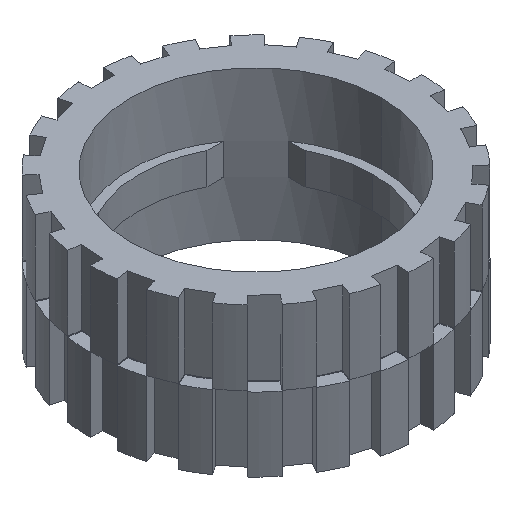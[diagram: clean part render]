
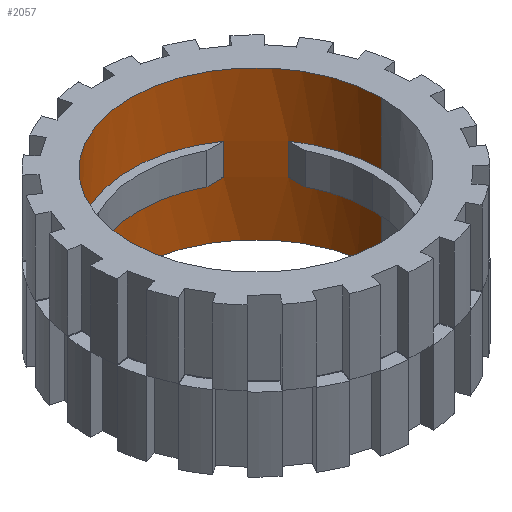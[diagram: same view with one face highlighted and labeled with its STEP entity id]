
A CAD part, isometric view. The second image highlights one B-rep face of the part: STEP entity #2057.
In plain terms, the highlighted cylindrical face has radius 15.15 mm (diameter 30.3 mm), a partial arc.
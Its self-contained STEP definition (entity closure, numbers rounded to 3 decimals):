
#22 = CARTESIAN_POINT ( 'NONE',  ( -15.15, 0., 0. ) ) ;
#49 = LINE ( 'NONE', #4542, #5540 ) ;
#131 = CYLINDRICAL_SURFACE ( 'NONE', #6144, 15.15 ) ;
#135 = VERTEX_POINT ( 'NONE', #5216 ) ;
#167 = DIRECTION ( 'NONE',  ( -1., 0., 0. ) ) ;
#267 = CARTESIAN_POINT ( 'NONE',  ( 12.5, 8.56, 10.5 ) ) ;
#329 = VERTEX_POINT ( 'NONE', #6591 ) ;
#353 = DIRECTION ( 'NONE',  ( 0., 0., -1. ) ) ;
#511 = CIRCLE ( 'NONE', #5459, 15.15 ) ;
#558 = VERTEX_POINT ( 'NONE', #3082 ) ;
#594 = VERTEX_POINT ( 'NONE', #5376 ) ;
#648 = DIRECTION ( 'NONE',  ( 0., 0., -1. ) ) ;
#696 = VECTOR ( 'NONE', #648, 1000. ) ;
#707 = VERTEX_POINT ( 'NONE', #4715 ) ;
#1017 = VECTOR ( 'NONE', #5496, 1000. ) ;
#1034 = CARTESIAN_POINT ( 'NONE',  ( 8.56, 12.5, -38.5 ) ) ;
#1098 = CARTESIAN_POINT ( 'NONE',  ( 0., 0., 10.5 ) ) ;
#1179 = CARTESIAN_POINT ( 'NONE',  ( 15.15, 0., 10.5 ) ) ;
#1267 = DIRECTION ( 'NONE',  ( 0., 0., 1. ) ) ;
#1286 = CARTESIAN_POINT ( 'NONE',  ( -15.15, 0., 45. ) ) ;
#1306 = AXIS2_PLACEMENT_3D ( 'NONE', #1098, #3306, #2688 ) ;
#1349 = VERTEX_POINT ( 'NONE', #2036 ) ;
#1386 = VERTEX_POINT ( 'NONE', #6971 ) ;
#1424 = EDGE_CURVE ( 'NONE', #3089, #3910, #2918, .T. ) ;
#1491 = CARTESIAN_POINT ( 'NONE',  ( -8.56, 12.5, 10.5 ) ) ;
#1512 = DIRECTION ( 'NONE',  ( 0., 0., 1. ) ) ;
#1698 = VERTEX_POINT ( 'NONE', #1491 ) ;
#1751 = ORIENTED_EDGE ( 'NONE', *, *, #6927, .T. ) ;
#1804 = CARTESIAN_POINT ( 'NONE',  ( 0., 0., 6.7 ) ) ;
#1959 = EDGE_CURVE ( 'NONE', #558, #1698, #3726, .T. ) ;
#1984 = CARTESIAN_POINT ( 'NONE',  ( -15.15, 0., 6.7 ) ) ;
#2010 = EDGE_CURVE ( 'NONE', #2102, #594, #2462, .T. ) ;
#2015 = CARTESIAN_POINT ( 'NONE',  ( 0., 0., 6.7 ) ) ;
#2036 = CARTESIAN_POINT ( 'NONE',  ( -12.5, 8.56, 10.5 ) ) ;
#2057 = ADVANCED_FACE ( 'NONE', ( #2864, #5055 ), #131, .F. ) ;
#2102 = VERTEX_POINT ( 'NONE', #3218 ) ;
#2119 = DIRECTION ( 'NONE',  ( 0., 0., 1. ) ) ;
#2123 = DIRECTION ( 'NONE',  ( 1., 0., 0. ) ) ;
#2190 = EDGE_CURVE ( 'NONE', #1386, #5509, #3375, .T. ) ;
#2290 = CARTESIAN_POINT ( 'NONE',  ( 0., 0., 10.5 ) ) ;
#2295 = VECTOR ( 'NONE', #3922, 1000. ) ;
#2343 = ORIENTED_EDGE ( 'NONE', *, *, #6810, .T. ) ;
#2376 = DIRECTION ( 'NONE',  ( 0., 0., 1. ) ) ;
#2462 = CIRCLE ( 'NONE', #6256, 15.15 ) ;
#2494 = CARTESIAN_POINT ( 'NONE',  ( 15.15, 0., 45. ) ) ;
#2532 = EDGE_CURVE ( 'NONE', #329, #707, #4022, .T. ) ;
#2567 = DIRECTION ( 'NONE',  ( 0., 0., -1. ) ) ;
#2688 = DIRECTION ( 'NONE',  ( 1., 0., 0. ) ) ;
#2710 = DIRECTION ( 'NONE',  ( 0., 0., 1. ) ) ;
#2793 = CARTESIAN_POINT ( 'NONE',  ( -12.5, 8.56, -38.5 ) ) ;
#2834 = CARTESIAN_POINT ( 'NONE',  ( 0., 0., 6.7 ) ) ;
#2864 = FACE_OUTER_BOUND ( 'NONE', #2943, .T. ) ;
#2918 = CIRCLE ( 'NONE', #6709, 15.15 ) ;
#2943 = EDGE_LOOP ( 'NONE', ( #3191, #3515, #6631, #3928, #6240, #6463, #2343, #3283, #5900, #6411, #3657, #5029 ) ) ;
#3079 = DIRECTION ( 'NONE',  ( 1., 0., 0. ) ) ;
#3082 = CARTESIAN_POINT ( 'NONE',  ( 8.56, 12.5, 10.5 ) ) ;
#3089 = VERTEX_POINT ( 'NONE', #22 ) ;
#3180 = VERTEX_POINT ( 'NONE', #5461 ) ;
#3191 = ORIENTED_EDGE ( 'NONE', *, *, #5699, .F. ) ;
#3218 = CARTESIAN_POINT ( 'NONE',  ( 8.56, 12.5, 6.7 ) ) ;
#3226 = LINE ( 'NONE', #5410, #696 ) ;
#3241 = LINE ( 'NONE', #1034, #1017 ) ;
#3283 = ORIENTED_EDGE ( 'NONE', *, *, #1424, .T. ) ;
#3306 = DIRECTION ( 'NONE',  ( 0., 0., 1. ) ) ;
#3375 = CIRCLE ( 'NONE', #6926, 15.15 ) ;
#3398 = EDGE_CURVE ( 'NONE', #329, #135, #3615, .T. ) ;
#3515 = ORIENTED_EDGE ( 'NONE', *, *, #3398, .F. ) ;
#3615 = CIRCLE ( 'NONE', #5109, 15.15 ) ;
#3621 = VECTOR ( 'NONE', #2710, 1000. ) ;
#3649 = VERTEX_POINT ( 'NONE', #5121 ) ;
#3657 = ORIENTED_EDGE ( 'NONE', *, *, #3935, .T. ) ;
#3726 = CIRCLE ( 'NONE', #1306, 15.15 ) ;
#3799 = DIRECTION ( 'NONE',  ( 0., 0., 1. ) ) ;
#3910 = VERTEX_POINT ( 'NONE', #6984 ) ;
#3922 = DIRECTION ( 'NONE',  ( 0., 0., -1. ) ) ;
#3928 = ORIENTED_EDGE ( 'NONE', *, *, #3956, .F. ) ;
#3935 = EDGE_CURVE ( 'NONE', #3649, #6606, #6493, .T. ) ;
#3956 = EDGE_CURVE ( 'NONE', #1349, #707, #511, .T. ) ;
#3971 = DIRECTION ( 'NONE',  ( 1., 0., 0. ) ) ;
#4022 = LINE ( 'NONE', #1286, #6244 ) ;
#4038 = EDGE_LOOP ( 'NONE', ( #4552, #4146, #5288, #1751 ) ) ;
#4146 = ORIENTED_EDGE ( 'NONE', *, *, #4796, .F. ) ;
#4349 = VECTOR ( 'NONE', #5966, 1000. ) ;
#4431 = EDGE_CURVE ( 'NONE', #3180, #3649, #6084, .T. ) ;
#4436 = EDGE_CURVE ( 'NONE', #1386, #1349, #6006, .T. ) ;
#4442 = DIRECTION ( 'NONE',  ( 0., 0., -1. ) ) ;
#4465 = CARTESIAN_POINT ( 'NONE',  ( 15.15, 0., 45. ) ) ;
#4484 = CIRCLE ( 'NONE', #6580, 15.15 ) ;
#4542 = CARTESIAN_POINT ( 'NONE',  ( -8.56, 12.5, -38.5 ) ) ;
#4552 = ORIENTED_EDGE ( 'NONE', *, *, #1959, .F. ) ;
#4581 = AXIS2_PLACEMENT_3D ( 'NONE', #2834, #3799, #5528 ) ;
#4715 = CARTESIAN_POINT ( 'NONE',  ( -15.15, 0., 10.5 ) ) ;
#4796 = EDGE_CURVE ( 'NONE', #2102, #558, #3241, .T. ) ;
#4958 = VECTOR ( 'NONE', #6421, 1000. ) ;
#5029 = ORIENTED_EDGE ( 'NONE', *, *, #6013, .F. ) ;
#5055 = FACE_BOUND ( 'NONE', #4038, .T. ) ;
#5092 = CARTESIAN_POINT ( 'NONE',  ( 0., 0., 45. ) ) ;
#5109 = AXIS2_PLACEMENT_3D ( 'NONE', #5301, #2567, #3079 ) ;
#5121 = CARTESIAN_POINT ( 'NONE',  ( 12.5, 8.56, 6.7 ) ) ;
#5216 = CARTESIAN_POINT ( 'NONE',  ( 15.15, 0., 18. ) ) ;
#5252 = DIRECTION ( 'NONE',  ( 0., 0., 1. ) ) ;
#5280 = CARTESIAN_POINT ( 'NONE',  ( 0., 0., 0. ) ) ;
#5285 = CARTESIAN_POINT ( 'NONE',  ( 0., 0., 10.5 ) ) ;
#5288 = ORIENTED_EDGE ( 'NONE', *, *, #2010, .T. ) ;
#5301 = CARTESIAN_POINT ( 'NONE',  ( 0., 0., 18. ) ) ;
#5376 = CARTESIAN_POINT ( 'NONE',  ( -8.56, 12.5, 6.7 ) ) ;
#5410 = CARTESIAN_POINT ( 'NONE',  ( -15.15, 0., 45. ) ) ;
#5459 = AXIS2_PLACEMENT_3D ( 'NONE', #2290, #1512, #5914 ) ;
#5461 = CARTESIAN_POINT ( 'NONE',  ( 15.15, 0., 6.7 ) ) ;
#5496 = DIRECTION ( 'NONE',  ( 0., 0., 1. ) ) ;
#5509 = VERTEX_POINT ( 'NONE', #1984 ) ;
#5528 = DIRECTION ( 'NONE',  ( 1., 0., 0. ) ) ;
#5540 = VECTOR ( 'NONE', #2376, 1000. ) ;
#5586 = LINE ( 'NONE', #4465, #2295 ) ;
#5699 = EDGE_CURVE ( 'NONE', #135, #6152, #5586, .T. ) ;
#5900 = ORIENTED_EDGE ( 'NONE', *, *, #6634, .F. ) ;
#5914 = DIRECTION ( 'NONE',  ( 1., 0., 0. ) ) ;
#5966 = DIRECTION ( 'NONE',  ( 0., 0., 1. ) ) ;
#6006 = LINE ( 'NONE', #2793, #4349 ) ;
#6013 = EDGE_CURVE ( 'NONE', #6152, #6606, #4484, .T. ) ;
#6084 = CIRCLE ( 'NONE', #4581, 15.15 ) ;
#6116 = CARTESIAN_POINT ( 'NONE',  ( 12.5, 8.56, -38.5 ) ) ;
#6144 = AXIS2_PLACEMENT_3D ( 'NONE', #5092, #4442, #167 ) ;
#6152 = VERTEX_POINT ( 'NONE', #1179 ) ;
#6240 = ORIENTED_EDGE ( 'NONE', *, *, #4436, .F. ) ;
#6244 = VECTOR ( 'NONE', #6865, 1000. ) ;
#6256 = AXIS2_PLACEMENT_3D ( 'NONE', #1804, #1267, #3971 ) ;
#6411 = ORIENTED_EDGE ( 'NONE', *, *, #4431, .T. ) ;
#6421 = DIRECTION ( 'NONE',  ( 0., 0., -1. ) ) ;
#6445 = DIRECTION ( 'NONE',  ( 1., 0., 0. ) ) ;
#6463 = ORIENTED_EDGE ( 'NONE', *, *, #2190, .T. ) ;
#6493 = LINE ( 'NONE', #6116, #3621 ) ;
#6580 = AXIS2_PLACEMENT_3D ( 'NONE', #5285, #2119, #6445 ) ;
#6591 = CARTESIAN_POINT ( 'NONE',  ( -15.15, 0., 18. ) ) ;
#6606 = VERTEX_POINT ( 'NONE', #267 ) ;
#6631 = ORIENTED_EDGE ( 'NONE', *, *, #2532, .T. ) ;
#6634 = EDGE_CURVE ( 'NONE', #3180, #3910, #6852, .T. ) ;
#6709 = AXIS2_PLACEMENT_3D ( 'NONE', #5280, #353, #6864 ) ;
#6810 = EDGE_CURVE ( 'NONE', #5509, #3089, #3226, .T. ) ;
#6852 = LINE ( 'NONE', #2494, #4958 ) ;
#6864 = DIRECTION ( 'NONE',  ( 1., 0., 0. ) ) ;
#6865 = DIRECTION ( 'NONE',  ( 0., 0., -1. ) ) ;
#6926 = AXIS2_PLACEMENT_3D ( 'NONE', #2015, #5252, #2123 ) ;
#6927 = EDGE_CURVE ( 'NONE', #594, #1698, #49, .T. ) ;
#6971 = CARTESIAN_POINT ( 'NONE',  ( -12.5, 8.56, 6.7 ) ) ;
#6984 = CARTESIAN_POINT ( 'NONE',  ( 15.15, 0., 0. ) ) ;
